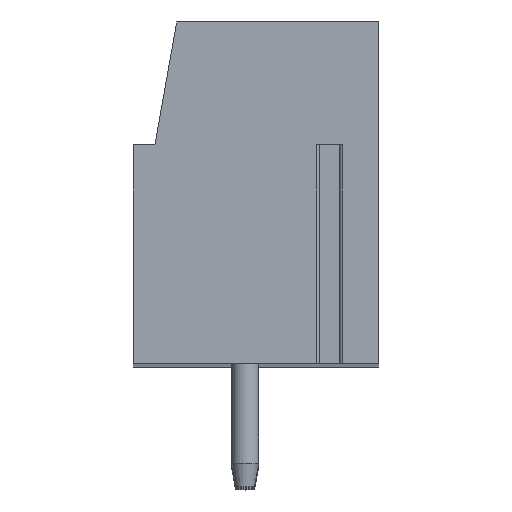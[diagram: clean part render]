
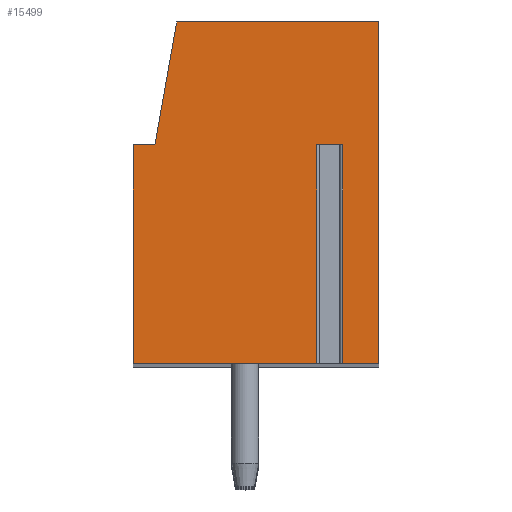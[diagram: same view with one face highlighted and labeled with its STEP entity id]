
A CAD part, top view. The second image highlights one B-rep face of the part: STEP entity #15499.
In plain terms, the highlighted planar face has unit normal (0, 0, 1).
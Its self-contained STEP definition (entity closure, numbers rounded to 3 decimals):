
#20=DIRECTION('',(-1.,0.,0.));
#21=VECTOR('',#20,0.958);
#22=CARTESIAN_POINT('',(3.179,1.75,77.5));
#23=LINE('',#22,#21);
#24=DIRECTION('',(0.,-1.,0.));
#25=VECTOR('',#24,8.);
#26=CARTESIAN_POINT('',(2.221,1.75,77.5));
#27=LINE('',#26,#25);
#28=DIRECTION('',(1.,0.,0.));
#29=VECTOR('',#28,6.721);
#30=CARTESIAN_POINT('',(-4.5,-6.25,77.5));
#31=LINE('',#30,#29);
#32=DIRECTION('',(0.,-1.,0.));
#33=VECTOR('',#32,8.);
#34=CARTESIAN_POINT('',(-4.5,1.75,77.5));
#35=LINE('',#34,#33);
#36=DIRECTION('',(-1.,0.,0.));
#37=VECTOR('',#36,0.8);
#38=CARTESIAN_POINT('',(-3.7,1.75,77.5));
#39=LINE('',#38,#37);
#40=DIRECTION('',(-0.174,-0.985,0.));
#41=VECTOR('',#40,4.569);
#42=CARTESIAN_POINT('',(-2.907,6.25,77.5));
#43=LINE('',#42,#41);
#44=DIRECTION('',(-1.,0.,0.));
#45=VECTOR('',#44,7.407);
#46=CARTESIAN_POINT('',(4.5,6.25,77.5));
#47=LINE('',#46,#45);
#48=DIRECTION('',(0.,1.,0.));
#49=VECTOR('',#48,12.5);
#50=CARTESIAN_POINT('',(4.5,-6.25,77.5));
#51=LINE('',#50,#49);
#52=DIRECTION('',(1.,0.,0.));
#53=VECTOR('',#52,1.321);
#54=CARTESIAN_POINT('',(3.179,-6.25,77.5));
#55=LINE('',#54,#53);
#56=DIRECTION('',(0.,-1.,0.));
#57=VECTOR('',#56,8.);
#58=CARTESIAN_POINT('',(3.179,1.75,77.5));
#59=LINE('',#58,#57);
#12268=CARTESIAN_POINT('',(-2.907,6.25,77.5));
#12269=CARTESIAN_POINT('',(-3.7,1.75,77.5));
#12270=VERTEX_POINT('',#12268);
#12271=VERTEX_POINT('',#12269);
#12272=CARTESIAN_POINT('',(-4.5,1.75,77.5));
#12273=VERTEX_POINT('',#12272);
#12274=CARTESIAN_POINT('',(-4.5,-6.25,77.5));
#12275=VERTEX_POINT('',#12274);
#12276=CARTESIAN_POINT('',(4.5,-6.25,77.5));
#12277=CARTESIAN_POINT('',(4.5,6.25,77.5));
#12278=VERTEX_POINT('',#12276);
#12279=VERTEX_POINT('',#12277);
#12336=CARTESIAN_POINT('',(3.179,1.75,77.5));
#12337=CARTESIAN_POINT('',(2.221,1.75,77.5));
#12338=VERTEX_POINT('',#12336);
#12339=VERTEX_POINT('',#12337);
#12340=CARTESIAN_POINT('',(3.179,-6.25,77.5));
#12341=VERTEX_POINT('',#12340);
#12342=CARTESIAN_POINT('',(2.221,-6.25,77.5));
#12343=VERTEX_POINT('',#12342);
#15472=CARTESIAN_POINT('',(0.,0.,77.5));
#15473=DIRECTION('',(0.,0.,1.));
#15474=DIRECTION('',(1.,0.,0.));
#15475=AXIS2_PLACEMENT_3D('',#15472,#15473,#15474);
#15476=PLANE('',#15475);
#15478=ORIENTED_EDGE('',*,*,#15477,.T.);
#15480=ORIENTED_EDGE('',*,*,#15479,.T.);
#15482=ORIENTED_EDGE('',*,*,#15481,.F.);
#15484=ORIENTED_EDGE('',*,*,#15483,.F.);
#15486=ORIENTED_EDGE('',*,*,#15485,.F.);
#15488=ORIENTED_EDGE('',*,*,#15487,.F.);
#15490=ORIENTED_EDGE('',*,*,#15489,.F.);
#15492=ORIENTED_EDGE('',*,*,#15491,.F.);
#15494=ORIENTED_EDGE('',*,*,#15493,.F.);
#15496=ORIENTED_EDGE('',*,*,#15495,.F.);
#15497=EDGE_LOOP('',(#15478,#15480,#15482,#15484,#15486,#15488,#15490,#15492,
#15494,#15496));
#15498=FACE_OUTER_BOUND('',#15497,.F.);
#15477=EDGE_CURVE('',#12338,#12339,#23,.T.);
#15479=EDGE_CURVE('',#12339,#12343,#27,.T.);
#15481=EDGE_CURVE('',#12275,#12343,#31,.T.);
#15483=EDGE_CURVE('',#12273,#12275,#35,.T.);
#15485=EDGE_CURVE('',#12271,#12273,#39,.T.);
#15487=EDGE_CURVE('',#12270,#12271,#43,.T.);
#15489=EDGE_CURVE('',#12279,#12270,#47,.T.);
#15491=EDGE_CURVE('',#12278,#12279,#51,.T.);
#15493=EDGE_CURVE('',#12341,#12278,#55,.T.);
#15495=EDGE_CURVE('',#12338,#12341,#59,.T.);
#15499=ADVANCED_FACE('',(#15498),#15476,.T.);
